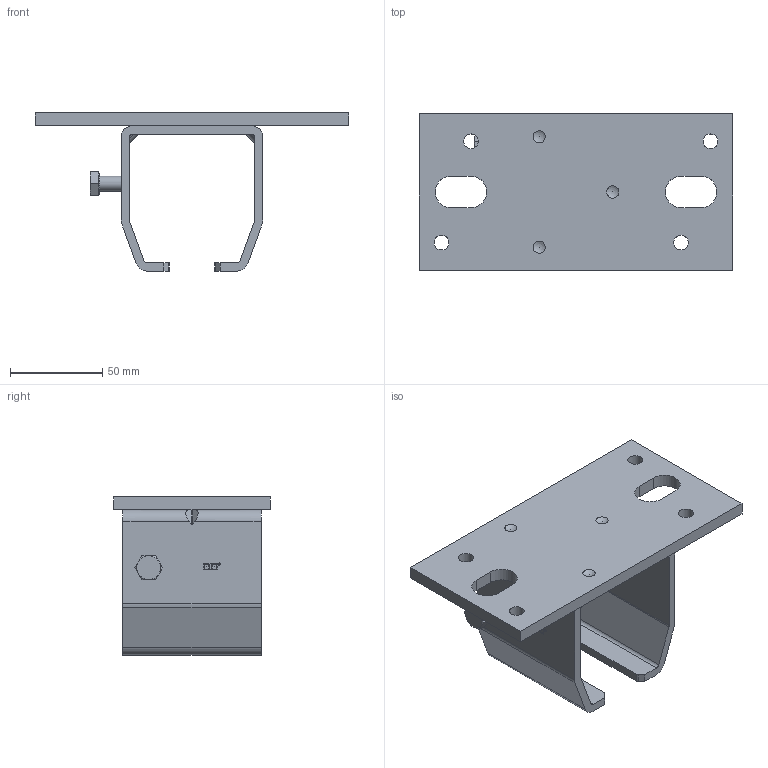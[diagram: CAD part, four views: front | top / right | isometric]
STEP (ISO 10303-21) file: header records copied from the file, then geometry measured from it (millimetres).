
FILE_DESCRIPTION((''),'2;1');
FILE_NAME('9058H.stp','2009-04-24T12:16:48',('Giuliano'),(''),'Autodesk Inventor 2009','Autodesk Inventor 2009','');
FILE_SCHEMA(('AUTOMOTIVE_DESIGN { 1 0 10303 214 1 1 1 1 }'));
Length unit declared in the file: millimetre
Products named in the file (5): 9058H; 9058HN; 15705; 15702; 04516
Assembly tree (4 placements, depth 3):
  9058H
    9058HN
      15705
      15702
    04516
Bounding box: 170 x 85 x 86 mm (x, y, z)
Volume: 179153.5 mm3; surface area: 73520.2 mm2
Topology: 3 solids, 3 shells, 216 faces, 584 edges, 391 vertices
Faces by surface type: plane 116, bspline 49, cylinder 40, cone 7, sphere 4
Full cylindrical faces by diameter (mm): 1.151 x1, 1.25 x1, 8 x1, 11.63 x1
Entity records: 7210 total; most frequent: CARTESIAN_POINT 1976, ORIENTED_EDGE 1094, DIRECTION 934, EDGE_CURVE 547, VERTEX_POINT 373, VECTOR 356, LINE 356, AXIS2_PLACEMENT_3D 289
